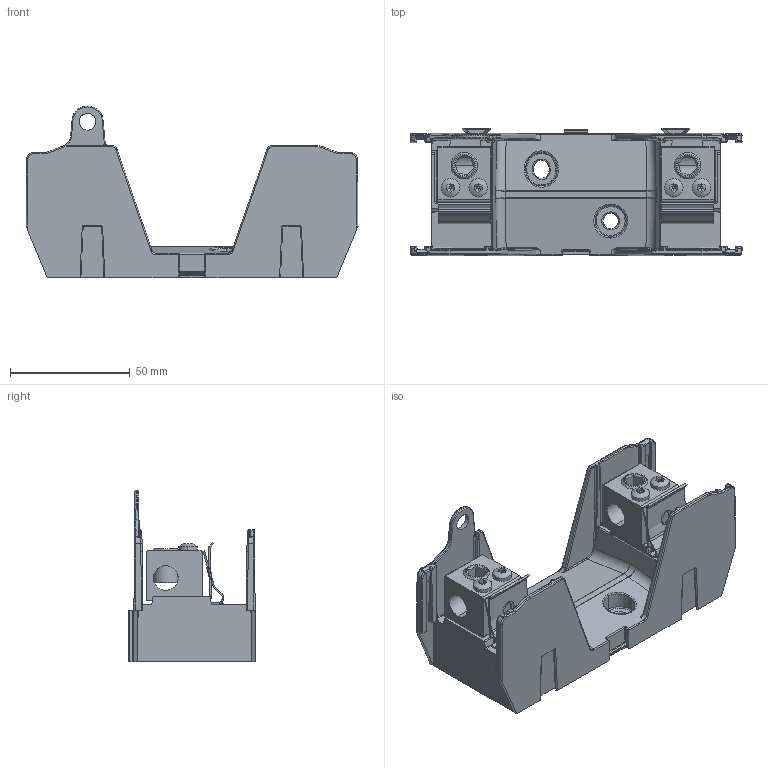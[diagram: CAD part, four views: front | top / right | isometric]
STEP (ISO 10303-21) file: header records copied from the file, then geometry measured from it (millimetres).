
FILE_DESCRIPTION (( 'STEP AP203' ), '1' );
FILE_NAME ('JM60100-1CR-1.step', '2021-12-07T12:22:10', ( '' ), ( '' ), 'SwSTEP 2.0', 'SolidWorks 2021', '' );
FILE_SCHEMA (( 'CONFIG_CONTROL_DESIGN' ));
Length unit declared in the file: metre
Products named in the file (1): JM60100-1CR-1
Bounding box: 138.76 x 53.16 x 71.86 mm (x, y, z)
Surface area: 47948.5 mm2 (no closed solid volume)
Topology: 0 solids, 19 shells, 881 faces, 2402 edges, 1489 vertices
Faces by surface type: cylinder 385, plane 281, bspline 178, cone 21, sphere 12, torus 4
Entity records: 44306 total; most frequent: CARTESIAN_POINT 24321, ORIENTED_EDGE 4381, DIRECTION 3545, EDGE_CURVE 2371, VERTEX_POINT 1485, AXIS2_PLACEMENT_3D 1195, VECTOR 1155, LINE 1155
